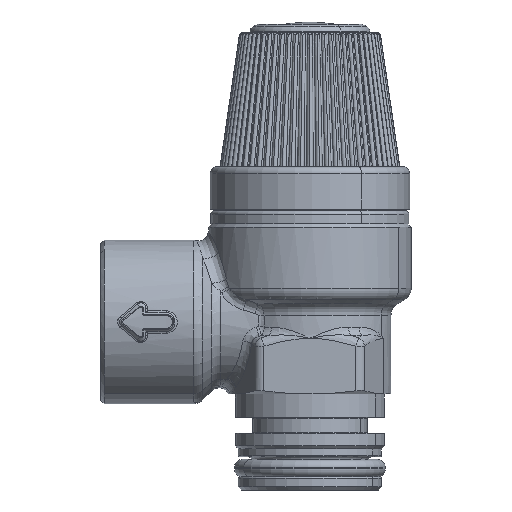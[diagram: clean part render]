
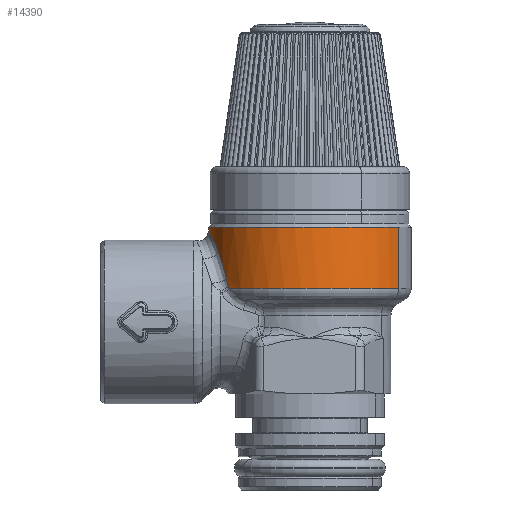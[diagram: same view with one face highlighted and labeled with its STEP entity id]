
A CAD part, left-side view. The second image highlights one B-rep face of the part: STEP entity #14390.
In plain terms, the highlighted cylindrical face has radius 15.5 mm (diameter 31 mm), a partial arc.
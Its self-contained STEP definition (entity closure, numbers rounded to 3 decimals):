
#9773=CARTESIAN_POINT('Axis2P3D Location',(0.,0.,-5.175)) ;
#9959=CARTESIAN_POINT('Vertex',(-7.431,-13.603,5.144)) ;
#11083=CARTESIAN_POINT('Vertex',(-7.431,-13.603,14.5)) ;
#11090=CARTESIAN_POINT('Vertex',(7.431,13.603,14.5)) ;
#11765=CARTESIAN_POINT('Vertex',(-9.378,12.341,5.144)) ;
#12879=CARTESIAN_POINT('Axis2P3D Location',(0.,0.,14.5)) ;
#12896=CARTESIAN_POINT('Axis2P3D Location',(0.,0.,5.144)) ;
#12956=CARTESIAN_POINT('Control Point',(-9.378,12.341,5.144)) ;
#12957=CARTESIAN_POINT('Control Point',(-9.346,12.366,5.215)) ;
#12958=CARTESIAN_POINT('Control Point',(-9.313,12.39,5.285)) ;
#12959=CARTESIAN_POINT('Control Point',(-9.28,12.415,5.354)) ;
#12960=CARTESIAN_POINT('Control Point',(-9.246,12.44,5.423)) ;
#12961=CARTESIAN_POINT('Control Point',(-9.212,12.465,5.492)) ;
#12962=CARTESIAN_POINT('Vertex',(-9.212,12.465,5.492)) ;
#12979=CARTESIAN_POINT('Line Origine',(-7.431,-13.603,9.995)) ;
#12989=CARTESIAN_POINT('Vertex',(7.431,13.603,9.531)) ;
#12992=CARTESIAN_POINT('Line Origine',(7.431,13.603,9.995)) ;
#13104=CARTESIAN_POINT('Control Point',(-8.759,12.788,6.584)) ;
#13105=CARTESIAN_POINT('Control Point',(-8.802,12.759,6.459)) ;
#13106=CARTESIAN_POINT('Control Point',(-8.848,12.727,6.334)) ;
#13107=CARTESIAN_POINT('Control Point',(-8.896,12.693,6.209)) ;
#13108=CARTESIAN_POINT('Control Point',(-8.986,12.63,5.986)) ;
#13109=CARTESIAN_POINT('Control Point',(-9.081,12.561,5.769)) ;
#13110=CARTESIAN_POINT('Control Point',(-9.124,12.53,5.674)) ;
#13111=CARTESIAN_POINT('Control Point',(-9.168,12.498,5.581)) ;
#13112=CARTESIAN_POINT('Control Point',(-9.212,12.465,5.492)) ;
#13113=CARTESIAN_POINT('Vertex',(-8.759,12.788,6.584)) ;
#14134=CARTESIAN_POINT('Vertex',(6.655,13.999,10.727)) ;
#14138=CARTESIAN_POINT('Control Point',(6.655,13.999,10.727)) ;
#14139=CARTESIAN_POINT('Control Point',(6.824,13.918,10.494)) ;
#14140=CARTESIAN_POINT('Control Point',(6.987,13.838,10.256)) ;
#14141=CARTESIAN_POINT('Control Point',(7.142,13.758,10.016)) ;
#14142=CARTESIAN_POINT('Control Point',(7.29,13.68,9.774)) ;
#14143=CARTESIAN_POINT('Control Point',(7.431,13.603,9.531)) ;
#14345=CARTESIAN_POINT('Control Point',(5.822,14.365,11.689)) ;
#14346=CARTESIAN_POINT('Control Point',(6.127,14.242,11.394)) ;
#14347=CARTESIAN_POINT('Control Point',(6.405,14.118,11.071)) ;
#14348=CARTESIAN_POINT('Control Point',(6.655,13.999,10.727)) ;
#14349=CARTESIAN_POINT('Vertex',(5.822,14.365,11.689)) ;
#14353=CARTESIAN_POINT('Control Point',(-6.655,13.999,10.727)) ;
#14354=CARTESIAN_POINT('Control Point',(-6.337,14.15,11.165)) ;
#14355=CARTESIAN_POINT('Control Point',(-5.981,14.308,11.574)) ;
#14356=CARTESIAN_POINT('Control Point',(-5.589,14.468,11.947)) ;
#14357=CARTESIAN_POINT('Control Point',(-4.531,14.853,12.78)) ;
#14358=CARTESIAN_POINT('Control Point',(-3.298,15.175,13.364)) ;
#14359=CARTESIAN_POINT('Control Point',(-2.516,15.327,13.619)) ;
#14360=CARTESIAN_POINT('Control Point',(-0.905,15.528,13.947)) ;
#14361=CARTESIAN_POINT('Control Point',(0.747,15.515,13.923)) ;
#14362=CARTESIAN_POINT('Control Point',(1.564,15.453,13.827)) ;
#14363=CARTESIAN_POINT('Control Point',(3.,15.247,13.492)) ;
#14364=CARTESIAN_POINT('Control Point',(4.309,14.907,12.866)) ;
#14365=CARTESIAN_POINT('Control Point',(4.859,14.734,12.528)) ;
#14366=CARTESIAN_POINT('Control Point',(5.365,14.55,12.134)) ;
#14367=CARTESIAN_POINT('Control Point',(5.822,14.365,11.689)) ;
#14368=CARTESIAN_POINT('Vertex',(-6.655,13.999,10.727)) ;
#14372=CARTESIAN_POINT('Control Point',(-8.759,12.788,6.584)) ;
#14373=CARTESIAN_POINT('Control Point',(-8.402,13.033,7.632)) ;
#14374=CARTESIAN_POINT('Control Point',(-7.948,13.324,8.686)) ;
#14375=CARTESIAN_POINT('Control Point',(-7.372,13.658,9.739)) ;
#14376=CARTESIAN_POINT('Control Point',(-6.655,13.999,10.727)) ;
#9774=DIRECTION('Axis2P3D Direction',(0.,0.,-1.)) ;
#9775=DIRECTION('Axis2P3D XDirection',(-0.479,-0.878,0.)) ;
#12880=DIRECTION('Axis2P3D Direction',(0.,0.,-1.)) ;
#12897=DIRECTION('Axis2P3D Direction',(0.,0.,1.)) ;
#12980=DIRECTION('Vector Direction',(0.,0.,-1.)) ;
#12993=DIRECTION('Vector Direction',(0.,0.,-1.)) ;
#9776=AXIS2_PLACEMENT_3D('Cylinder Axis2P3D',#9773,#9774,#9775) ;
#12881=AXIS2_PLACEMENT_3D('Circle Axis2P3D',#12879,#12880,$) ;
#12898=AXIS2_PLACEMENT_3D('Circle Axis2P3D',#12896,#12897,$) ;
#14379=ORIENTED_EDGE('',*,*,#12996,.T.) ;
#14380=ORIENTED_EDGE('',*,*,#14144,.T.) ;
#14381=ORIENTED_EDGE('',*,*,#14351,.T.) ;
#14382=ORIENTED_EDGE('',*,*,#14370,.T.) ;
#14383=ORIENTED_EDGE('',*,*,#14377,.T.) ;
#14384=ORIENTED_EDGE('',*,*,#13115,.T.) ;
#14385=ORIENTED_EDGE('',*,*,#12964,.T.) ;
#14386=ORIENTED_EDGE('',*,*,#12900,.F.) ;
#14387=ORIENTED_EDGE('',*,*,#12983,.F.) ;
#14388=ORIENTED_EDGE('',*,*,#12883,.T.) ;
#12981=VECTOR('Line Direction',#12980,1.) ;
#12994=VECTOR('Line Direction',#12993,1.) ;
#14390=ADVANCED_FACE('PartBody',(#14389),#9777,.T.) ;
#12955=B_SPLINE_CURVE_WITH_KNOTS('',5,(#12956,#12957,#12958,#12959,#12960,#12961),.UNSPECIFIED.,.F.,.U.,(6,6),(19.657,20.203),.UNSPECIFIED.) ;
#13103=B_SPLINE_CURVE_WITH_KNOTS('',5,(#13104,#13105,#13106,#13107,#13108,#13109,#13110,#13111,#13112),.UNSPECIFIED.,.F.,.U.,(6,3,6),(6.565,7.873,8.91),.UNSPECIFIED.) ;
#14137=B_SPLINE_CURVE_WITH_KNOTS('',5,(#14138,#14139,#14140,#14141,#14142,#14143),.UNSPECIFIED.,.F.,.U.,(6,6),(9.849,20.966),.UNSPECIFIED.) ;
#14344=B_SPLINE_CURVE_WITH_KNOTS('',3,(#14345,#14346,#14347,#14348),.UNSPECIFIED.,.F.,.U.,(4,4),(21.31,23.011),.UNSPECIFIED.) ;
#14352=B_SPLINE_CURVE_WITH_KNOTS('',5,(#14353,#14354,#14355,#14356,#14357,#14358,#14359,#14360,#14361,#14362,#14363,#14364,#14365,#14366,#14367),.UNSPECIFIED.,.F.,.U.,(6,3,3,3,6),(10.749,14.356,19.71,25.009,29.275),.UNSPECIFIED.) ;
#14371=B_SPLINE_CURVE_WITH_KNOTS('',4,(#14372,#14373,#14374,#14375,#14376),.UNSPECIFIED.,.F.,.U.,(5,5),(31.672,69.286),.UNSPECIFIED.) ;
#12882=CIRCLE('generated circle',#12881,15.5) ;
#12899=CIRCLE('generated circle',#12898,15.5) ;
#9777=CYLINDRICAL_SURFACE('generated cylinder',#9776,15.5) ;
#12883=EDGE_CURVE('',#11084,#11091,#12882,.T.) ;
#12900=EDGE_CURVE('',#9960,#11766,#12899,.F.) ;
#12964=EDGE_CURVE('',#12963,#11766,#12955,.F.) ;
#12983=EDGE_CURVE('',#11084,#9960,#12982,.T.) ;
#12996=EDGE_CURVE('',#11091,#12990,#12995,.T.) ;
#13115=EDGE_CURVE('',#13114,#12963,#13103,.T.) ;
#14144=EDGE_CURVE('',#12990,#14135,#14137,.F.) ;
#14351=EDGE_CURVE('',#14135,#14350,#14344,.F.) ;
#14370=EDGE_CURVE('',#14350,#14369,#14352,.F.) ;
#14377=EDGE_CURVE('',#14369,#13114,#14371,.F.) ;
#14378=EDGE_LOOP('',(#14379,#14380,#14381,#14382,#14383,#14384,#14385,#14386,#14387,#14388)) ;
#14389=FACE_OUTER_BOUND('',#14378,.T.) ;
#12982=LINE('Line',#12979,#12981) ;
#12995=LINE('Line',#12992,#12994) ;
#9960=VERTEX_POINT('',#9959) ;
#11084=VERTEX_POINT('',#11083) ;
#11091=VERTEX_POINT('',#11090) ;
#11766=VERTEX_POINT('',#11765) ;
#12963=VERTEX_POINT('',#12962) ;
#12990=VERTEX_POINT('',#12989) ;
#13114=VERTEX_POINT('',#13113) ;
#14135=VERTEX_POINT('',#14134) ;
#14350=VERTEX_POINT('',#14349) ;
#14369=VERTEX_POINT('',#14368) ;
